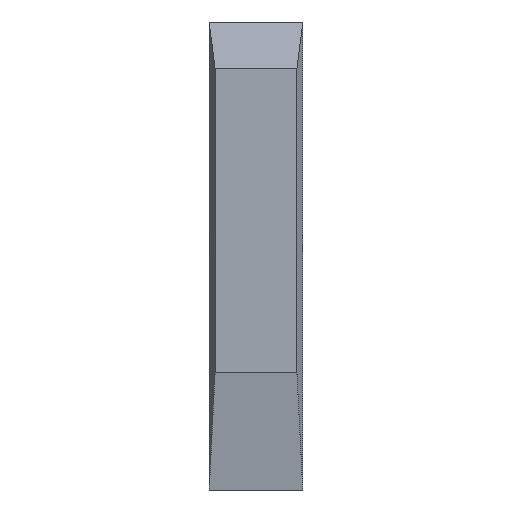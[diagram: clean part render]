
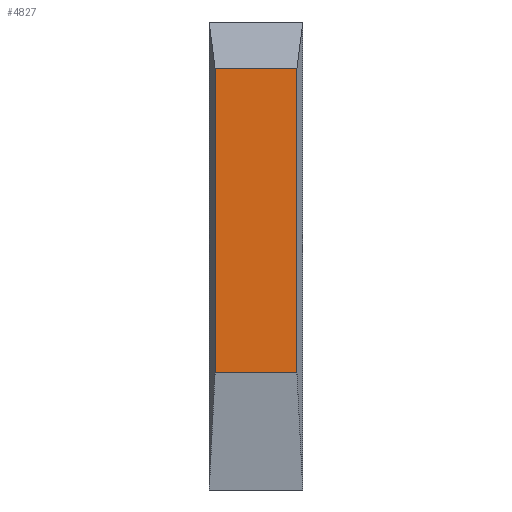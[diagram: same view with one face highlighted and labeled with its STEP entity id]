
A CAD part, left-side view. The second image highlights one B-rep face of the part: STEP entity #4827.
In plain terms, the highlighted planar face has unit normal (-1, 0, 0).
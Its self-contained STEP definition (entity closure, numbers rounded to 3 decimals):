
#4350=CARTESIAN_POINT('',(-10.16,-1.111,11.43));
#4349=VERTEX_POINT('',#4350);
#4368=CARTESIAN_POINT('',(-10.16,1.111,11.43));
#4367=VERTEX_POINT('',#4368);
#4376=EDGE_CURVE('',#4349,#4367,#4381,.T.);
#4381=LINE('',#4350,#4383);
#4383=VECTOR('',#4384,2.222);
#4384=DIRECTION('',(0.0,1.0,0.0));
#4495=CARTESIAN_POINT('',(-10.16,1.111,3.175));
#4494=VERTEX_POINT('',#4495);
#4503=EDGE_CURVE('',#4367,#4494,#4508,.T.);
#4508=LINE('',#4368,#4510);
#4510=VECTOR('',#4511,8.255);
#4511=DIRECTION('',(0.0,0.0,-1.0));
#4546=CARTESIAN_POINT('',(-10.16,-1.111,3.175));
#4545=VERTEX_POINT('',#4546);
#4572=EDGE_CURVE('',#4545,#4349,#4577,.T.);
#4577=LINE('',#4546,#4579);
#4579=VECTOR('',#4580,8.255);
#4580=DIRECTION('',(0.0,0.0,1.0));
#4807=EDGE_CURVE('',#4494,#4545,#4812,.T.);
#4812=LINE('',#4495,#4814);
#4814=VECTOR('',#4815,2.222);
#4815=DIRECTION('',(0.0,-1.0,0.0));
#4827=ADVANCED_FACE('',(#4833),#4828,.T.);
#4828=PLANE('',#4829);
#4829=AXIS2_PLACEMENT_3D('',#4830,#4831,#4832);
#4830=CARTESIAN_POINT('',(-10.16,1.111,3.175));
#4831=DIRECTION('',(-1.0,0.0,0.0));
#4832=DIRECTION('',(0.,0.,1.));
#4833=FACE_OUTER_BOUND('',#4834,.T.);
#4834=EDGE_LOOP('',(#4835,#4845,#4855,#4865));
#4835=ORIENTED_EDGE('',*,*,#4807,.T.);
#4845=ORIENTED_EDGE('',*,*,#4572,.T.);
#4855=ORIENTED_EDGE('',*,*,#4376,.T.);
#4865=ORIENTED_EDGE('',*,*,#4503,.T.);
